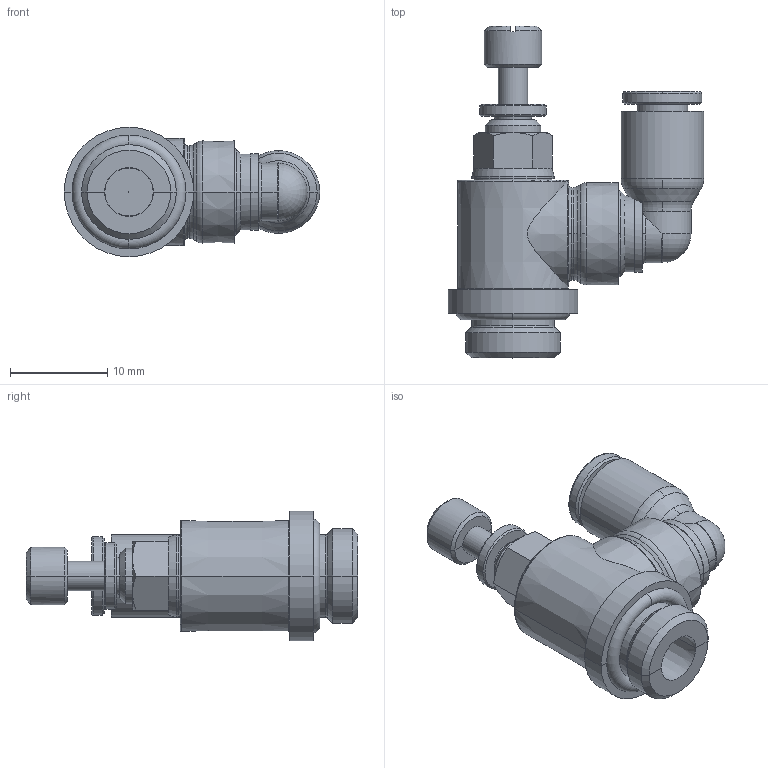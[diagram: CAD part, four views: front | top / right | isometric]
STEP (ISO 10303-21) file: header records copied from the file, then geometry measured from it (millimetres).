
FILE_DESCRIPTION(('STEP AP214'),'1');
FILE_NAME('7649_04_10.stp','2016-07-07T14:34:51',('TraceParts'),('TraceParts S.A.'),'Spatial InterOp 3D',' ',' ');
FILE_SCHEMA(('automotive_design'));
Length unit declared in the file: millimetre
Products named in the file (1): 1
Bounding box: 26.25 x 34.1 x 13.3 mm (x, y, z)
Volume: 3644.3 mm3; surface area: 2204.2 mm2
Topology: 1 solids, 1 shells, 158 faces, 394 edges, 248 vertices
Faces by surface type: cone 66, cylinder 32, torus 31, plane 27, revolution 2
Entity records: 5508 total; most frequent: CARTESIAN_POINT 1637, DIRECTION 891, ORIENTED_EDGE 784, AXIS2_PLACEMENT_3D 392, EDGE_CURVE 392, VERTEX_POINT 248, CIRCLE 235, EDGE_LOOP 172
